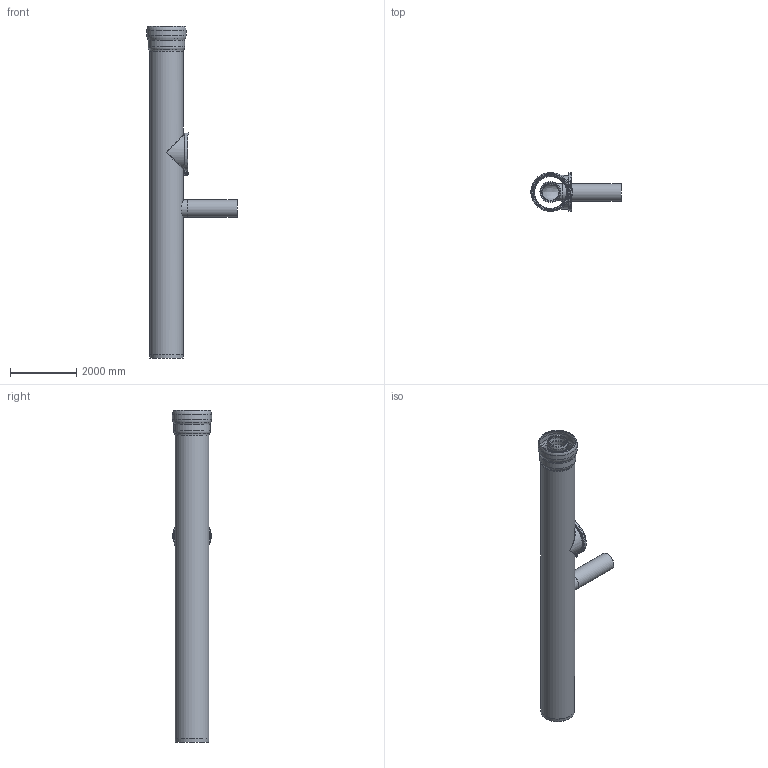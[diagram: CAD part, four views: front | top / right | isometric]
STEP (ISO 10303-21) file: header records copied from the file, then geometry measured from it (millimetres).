
FILE_DESCRIPTION(/* description */ (''),/* implementation_level */ '2;1');
FILE_NAME(/* name */ '13509.100X_3D.stp',/* time_stamp */ '2024-12-11T14:47:23+01:00',/* author */ ('CAD'),/* organization */ (''),/* preprocessor_version */ 'ST-DEVELOPER v20',/* originating_system */ 'AutoCAD Mechanical',/* authorisation */ '');
FILE_SCHEMA (('AUTOMOTIVE_DESIGN { 1 0 10303 214 3 1 1 }'));
Length unit declared in the file: centimetre
Products named in the file (2): Product; *S0
Assembly tree (1 placements, depth 2):
  Product
    *S0
Bounding box: 2720 x 1180 x 10000 mm (x, y, z)
Volume: 836962082.3 mm3; surface area: 92281446.5 mm2
Topology: 8 solids, 9 shells, 748 faces, 1912 edges, 1156 vertices
Faces by surface type: bspline 353, plane 188, cylinder 87, cone 76, torus 44
Full cylindrical faces by diameter (mm): 70 x2, 95.545 x2, 120 x1, 499.993 x2, 500 x1, 529.993 x3, 530 x1, 560 x1, 590 x1, 600 x1, 630 x1, 936 x1, 960 x2, 980 x1, 1020 x1, 1060 x1, 1090 x1, 1100 x1, 1140 x1, 1180 x1
Entity records: 35160 total; most frequent: CARTESIAN_POINT 19186, ORIENTED_EDGE 3600, DIRECTION 2758, EDGE_CURVE 1800, LINE 1358, VECTOR 1358, VERTEX_POINT 1148, AXIS2_PLACEMENT_3D 700
